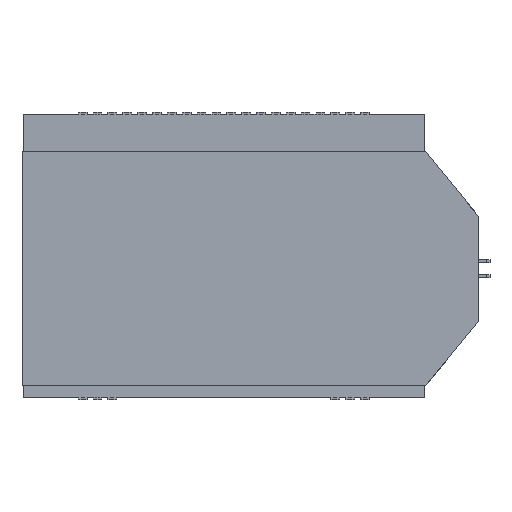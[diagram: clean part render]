
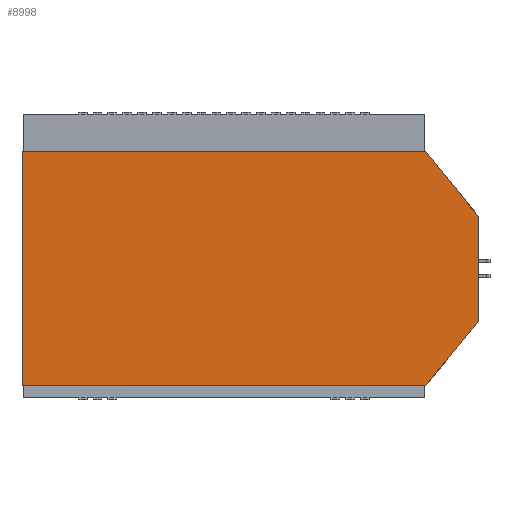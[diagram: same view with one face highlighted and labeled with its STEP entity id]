
A CAD part, front view. The second image highlights one B-rep face of the part: STEP entity #8998.
In plain terms, the highlighted planar face has unit normal (0, -1, 0).
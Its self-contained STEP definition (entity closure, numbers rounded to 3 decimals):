
#491=FACE_OUTER_BOUND('',#962,.T.);
#962=EDGE_LOOP('',(#6376,#6377,#6378,#6379,#6380,#6381));
#1725=LINE('',#12391,#2856);
#1728=LINE('',#12397,#2859);
#1730=LINE('',#12400,#2861);
#1738=LINE('',#12417,#2869);
#1740=LINE('',#12421,#2871);
#1742=LINE('',#12424,#2873);
#2856=VECTOR('',#10314,10.);
#2859=VECTOR('',#10319,10.);
#2861=VECTOR('',#10323,10.);
#2869=VECTOR('',#10335,10.);
#2871=VECTOR('',#10339,10.);
#2873=VECTOR('',#10343,10.);
#3921=VERTEX_POINT('',#12388);
#3922=VERTEX_POINT('',#12390);
#3923=VERTEX_POINT('',#12394);
#3924=VERTEX_POINT('',#12396);
#3931=VERTEX_POINT('',#12416);
#3932=VERTEX_POINT('',#12420);
#4883=EDGE_CURVE('',#3921,#3922,#1725,.T.);
#4886=EDGE_CURVE('',#3923,#3924,#1728,.T.);
#4888=EDGE_CURVE('',#3922,#3923,#1730,.T.);
#4896=EDGE_CURVE('',#3931,#3924,#1738,.T.);
#4898=EDGE_CURVE('',#3932,#3931,#1740,.T.);
#4900=EDGE_CURVE('',#3921,#3932,#1742,.T.);
#6376=ORIENTED_EDGE('',*,*,#4900,.T.);
#6377=ORIENTED_EDGE('',*,*,#4898,.T.);
#6378=ORIENTED_EDGE('',*,*,#4896,.T.);
#6379=ORIENTED_EDGE('',*,*,#4886,.F.);
#6380=ORIENTED_EDGE('',*,*,#4888,.F.);
#6381=ORIENTED_EDGE('',*,*,#4883,.F.);
#8637=PLANE('',#9480);
#8998=ADVANCED_FACE('',(#491),#8637,.T.);
#9480=AXIS2_PLACEMENT_3D('',#12425,#10344,#10345);
#10314=DIRECTION('',(0.633,0.,-0.774));
#10319=DIRECTION('',(-0.633,0.,-0.774));
#10323=DIRECTION('',(0.,0.,-1.));
#10335=DIRECTION('',(1.,0.,0.));
#10339=DIRECTION('',(0.,0.,-1.));
#10343=DIRECTION('',(-1.,0.,0.));
#10344=DIRECTION('center_axis',(0.,-1.,0.));
#10345=DIRECTION('ref_axis',(0.,0.,-1.));
#12388=CARTESIAN_POINT('',(34.5,-2.95,17.825));
#12390=CARTESIAN_POINT('',(43.5,-2.95,6.825));
#12391=CARTESIAN_POINT('',(34.5,-2.95,17.825));
#12394=CARTESIAN_POINT('',(43.5,-2.95,-11.175));
#12396=CARTESIAN_POINT('',(34.5,-2.95,-22.175));
#12397=CARTESIAN_POINT('',(43.5,-2.95,-11.175));
#12400=CARTESIAN_POINT('',(43.5,-2.95,6.825));
#12416=CARTESIAN_POINT('',(-34.5,-2.95,-22.175));
#12417=CARTESIAN_POINT('',(34.5,-2.95,-22.175));
#12420=CARTESIAN_POINT('',(-34.5,-2.95,17.825));
#12421=CARTESIAN_POINT('',(-34.5,-2.95,-22.175));
#12424=CARTESIAN_POINT('',(-34.5,-2.95,17.825));
#12425=CARTESIAN_POINT('Origin',(0.,-2.95,-2.175));
